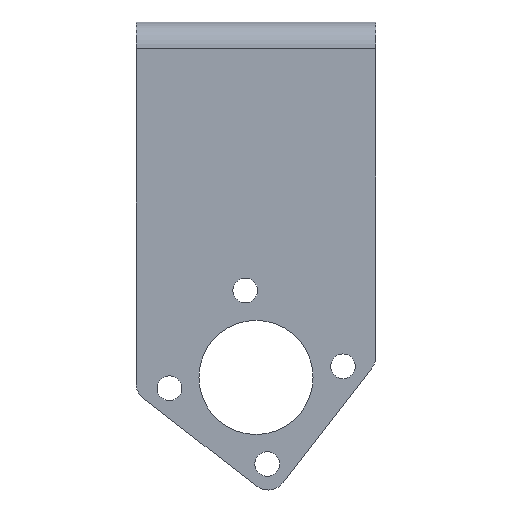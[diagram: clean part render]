
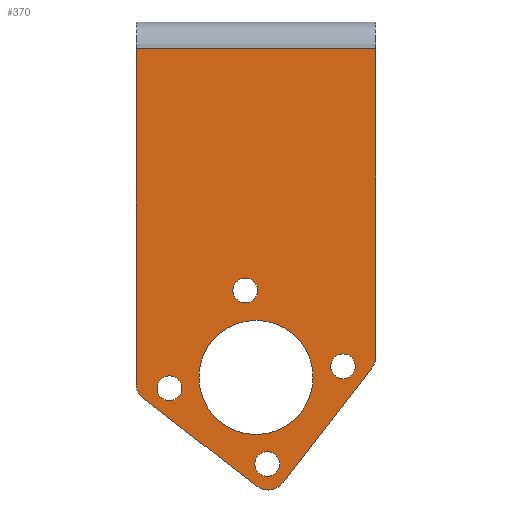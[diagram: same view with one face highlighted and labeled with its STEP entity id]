
A CAD part, front view. The second image highlights one B-rep face of the part: STEP entity #370.
In plain terms, the highlighted planar face has unit normal (0, -1, 0).
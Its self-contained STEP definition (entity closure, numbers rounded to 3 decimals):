
#1=CARTESIAN_POINT('',(0.,0.,-30.906));
#2=DIRECTION('',(0.,-1.,0.));
#3=DIRECTION('',(1.,0.,0.));
#4=AXIS2_PLACEMENT_3D('',#1,#2,#3);
#6=CARTESIAN_POINT('',(0.,0.,-30.906));
#7=DIRECTION('',(0.,-1.,0.));
#8=DIRECTION('',(-1.,0.,0.));
#9=AXIS2_PLACEMENT_3D('',#6,#7,#8);
#11=CARTESIAN_POINT('',(2.946,0.,-53.667));
#12=DIRECTION('',(0.,-1.,0.));
#13=DIRECTION('',(1.,0.,0.));
#14=AXIS2_PLACEMENT_3D('',#11,#12,#13);
#16=CARTESIAN_POINT('',(2.946,0.,-53.667));
#17=DIRECTION('',(0.,-1.,0.));
#18=DIRECTION('',(-1.,0.,0.));
#19=AXIS2_PLACEMENT_3D('',#16,#17,#18);
#21=CARTESIAN_POINT('',(22.861,0.,-27.983));
#22=DIRECTION('',(0.,-1.,0.));
#23=DIRECTION('',(1.,0.,0.));
#24=AXIS2_PLACEMENT_3D('',#21,#22,#23);
#26=CARTESIAN_POINT('',(22.861,0.,-27.983));
#27=DIRECTION('',(0.,-1.,0.));
#28=DIRECTION('',(-1.,0.,0.));
#29=AXIS2_PLACEMENT_3D('',#26,#27,#28);
#31=CARTESIAN_POINT('',(-2.823,0.,-8.068));
#32=DIRECTION('',(0.,-1.,0.));
#33=DIRECTION('',(1.,0.,0.));
#34=AXIS2_PLACEMENT_3D('',#31,#32,#33);
#36=CARTESIAN_POINT('',(-2.823,0.,-8.068));
#37=DIRECTION('',(0.,-1.,0.));
#38=DIRECTION('',(-1.,0.,0.));
#39=AXIS2_PLACEMENT_3D('',#36,#37,#38);
#41=CARTESIAN_POINT('',(-22.738,0.,-33.752));
#42=DIRECTION('',(0.,-1.,0.));
#43=DIRECTION('',(1.,0.,0.));
#44=AXIS2_PLACEMENT_3D('',#41,#42,#43);
#46=CARTESIAN_POINT('',(-22.738,0.,-33.752));
#47=DIRECTION('',(0.,-1.,0.));
#48=DIRECTION('',(-1.,0.,0.));
#49=AXIS2_PLACEMENT_3D('',#46,#47,#48);
#51=DIRECTION('',(-1.,0.,0.));
#52=VECTOR('',#51,63.);
#53=CARTESIAN_POINT('',(31.502,0.,55.494));
#54=LINE('',#53,#52);
#55=DIRECTION('',(0.,0.,-1.));
#56=VECTOR('',#55,80.903);
#57=CARTESIAN_POINT('',(31.502,0.,55.494));
#58=LINE('',#57,#56);
#59=CARTESIAN_POINT('',(26.502,0.,-25.408));
#60=DIRECTION('',(0.,-1.,0.));
#61=DIRECTION('',(0.79,0.,-0.613));
#62=AXIS2_PLACEMENT_3D('',#59,#60,#61);
#64=DIRECTION('',(-0.613,0.,-0.79));
#65=VECTOR('',#64,38.066);
#66=CARTESIAN_POINT('',(30.453,0.,-28.472));
#67=LINE('',#66,#65);
#68=CARTESIAN_POINT('',(3.176,0.,-55.491));
#69=DIRECTION('',(0.,-1.,0.));
#70=DIRECTION('',(-0.613,0.,-0.79));
#71=AXIS2_PLACEMENT_3D('',#68,#69,#70);
#73=DIRECTION('',(-0.79,0.,0.613));
#74=VECTOR('',#73,37.55);
#75=CARTESIAN_POINT('',(0.113,0.,-59.442));
#76=LINE('',#75,#74);
#77=CARTESIAN_POINT('',(-26.498,0.,-32.481));
#78=DIRECTION('',(0.,-1.,0.));
#79=DIRECTION('',(-1.,0.,0.));
#80=AXIS2_PLACEMENT_3D('',#77,#78,#79);
#82=DIRECTION('',(0.,0.,1.));
#83=VECTOR('',#82,87.975);
#84=CARTESIAN_POINT('',(-31.498,0.,-32.481));
#85=LINE('',#84,#83);
#245=CARTESIAN_POINT('',(15.,0.,-30.906));
#246=CARTESIAN_POINT('',(-15.,0.,-30.906));
#247=VERTEX_POINT('',#245);
#248=VERTEX_POINT('',#246);
#249=CARTESIAN_POINT('',(6.196,0.,-53.667));
#250=CARTESIAN_POINT('',(-0.304,0.,-53.667));
#251=VERTEX_POINT('',#249);
#252=VERTEX_POINT('',#250);
#253=CARTESIAN_POINT('',(26.111,0.,-27.983));
#254=CARTESIAN_POINT('',(19.611,0.,-27.983));
#255=VERTEX_POINT('',#253);
#256=VERTEX_POINT('',#254);
#257=CARTESIAN_POINT('',(0.427,0.,-8.068));
#258=CARTESIAN_POINT('',(-6.073,0.,-8.068));
#259=VERTEX_POINT('',#257);
#260=VERTEX_POINT('',#258);
#261=CARTESIAN_POINT('',(-19.488,0.,-33.752));
#262=CARTESIAN_POINT('',(-25.988,0.,-33.752));
#263=VERTEX_POINT('',#261);
#264=VERTEX_POINT('',#262);
#285=CARTESIAN_POINT('',(0.113,0.,-59.442));
#286=CARTESIAN_POINT('',(7.128,0.,-58.554));
#287=VERTEX_POINT('',#285);
#288=VERTEX_POINT('',#286);
#293=CARTESIAN_POINT('',(-31.498,0.,-32.481));
#294=CARTESIAN_POINT('',(-29.562,0.,-36.432));
#295=VERTEX_POINT('',#293);
#296=VERTEX_POINT('',#294);
#301=CARTESIAN_POINT('',(30.453,0.,-28.472));
#302=CARTESIAN_POINT('',(31.502,0.,-25.408));
#303=VERTEX_POINT('',#301);
#304=VERTEX_POINT('',#302);
#309=CARTESIAN_POINT('',(-31.498,0.,55.494));
#311=VERTEX_POINT('',#309);
#315=CARTESIAN_POINT('',(31.502,0.,55.494));
#316=VERTEX_POINT('',#315);
#317=CARTESIAN_POINT('',(0.,0.,0.));
#318=DIRECTION('',(0.,1.,0.));
#319=DIRECTION('',(1.,0.,0.));
#320=AXIS2_PLACEMENT_3D('',#317,#318,#319);
#321=PLANE('',#320);
#323=ORIENTED_EDGE('',*,*,#322,.F.);
#325=ORIENTED_EDGE('',*,*,#324,.T.);
#327=ORIENTED_EDGE('',*,*,#326,.F.);
#329=ORIENTED_EDGE('',*,*,#328,.T.);
#331=ORIENTED_EDGE('',*,*,#330,.F.);
#333=ORIENTED_EDGE('',*,*,#332,.T.);
#335=ORIENTED_EDGE('',*,*,#334,.F.);
#337=ORIENTED_EDGE('',*,*,#336,.T.);
#338=EDGE_LOOP('',(#323,#325,#327,#329,#331,#333,#335,#337));
#339=FACE_OUTER_BOUND('',#338,.F.);
#341=ORIENTED_EDGE('',*,*,#340,.T.);
#343=ORIENTED_EDGE('',*,*,#342,.T.);
#344=EDGE_LOOP('',(#341,#343));
#345=FACE_BOUND('',#344,.F.);
#347=ORIENTED_EDGE('',*,*,#346,.T.);
#349=ORIENTED_EDGE('',*,*,#348,.T.);
#350=EDGE_LOOP('',(#347,#349));
#351=FACE_BOUND('',#350,.F.);
#353=ORIENTED_EDGE('',*,*,#352,.T.);
#355=ORIENTED_EDGE('',*,*,#354,.T.);
#356=EDGE_LOOP('',(#353,#355));
#357=FACE_BOUND('',#356,.F.);
#359=ORIENTED_EDGE('',*,*,#358,.T.);
#361=ORIENTED_EDGE('',*,*,#360,.T.);
#362=EDGE_LOOP('',(#359,#361));
#363=FACE_BOUND('',#362,.F.);
#365=ORIENTED_EDGE('',*,*,#364,.T.);
#367=ORIENTED_EDGE('',*,*,#366,.T.);
#368=EDGE_LOOP('',(#365,#367));
#369=FACE_BOUND('',#368,.F.);
#370=ADVANCED_FACE('',(#339,#345,#351,#357,#363,#369),#321,.F.);
#5=CIRCLE('',#4,15.);
#10=CIRCLE('',#9,15.);
#15=CIRCLE('',#14,3.25);
#20=CIRCLE('',#19,3.25);
#25=CIRCLE('',#24,3.25);
#30=CIRCLE('',#29,3.25);
#35=CIRCLE('',#34,3.25);
#40=CIRCLE('',#39,3.25);
#45=CIRCLE('',#44,3.25);
#50=CIRCLE('',#49,3.25);
#63=CIRCLE('',#62,5.);
#72=CIRCLE('',#71,5.);
#81=CIRCLE('',#80,5.);
#322=EDGE_CURVE('',#316,#311,#54,.T.);
#324=EDGE_CURVE('',#316,#304,#58,.T.);
#326=EDGE_CURVE('',#303,#304,#63,.T.);
#328=EDGE_CURVE('',#303,#288,#67,.T.);
#330=EDGE_CURVE('',#287,#288,#72,.T.);
#332=EDGE_CURVE('',#287,#296,#76,.T.);
#334=EDGE_CURVE('',#295,#296,#81,.T.);
#336=EDGE_CURVE('',#295,#311,#85,.T.);
#340=EDGE_CURVE('',#251,#252,#15,.T.);
#342=EDGE_CURVE('',#252,#251,#20,.T.);
#346=EDGE_CURVE('',#255,#256,#25,.T.);
#348=EDGE_CURVE('',#256,#255,#30,.T.);
#352=EDGE_CURVE('',#259,#260,#35,.T.);
#354=EDGE_CURVE('',#260,#259,#40,.T.);
#358=EDGE_CURVE('',#263,#264,#45,.T.);
#360=EDGE_CURVE('',#264,#263,#50,.T.);
#364=EDGE_CURVE('',#247,#248,#5,.T.);
#366=EDGE_CURVE('',#248,#247,#10,.T.);
